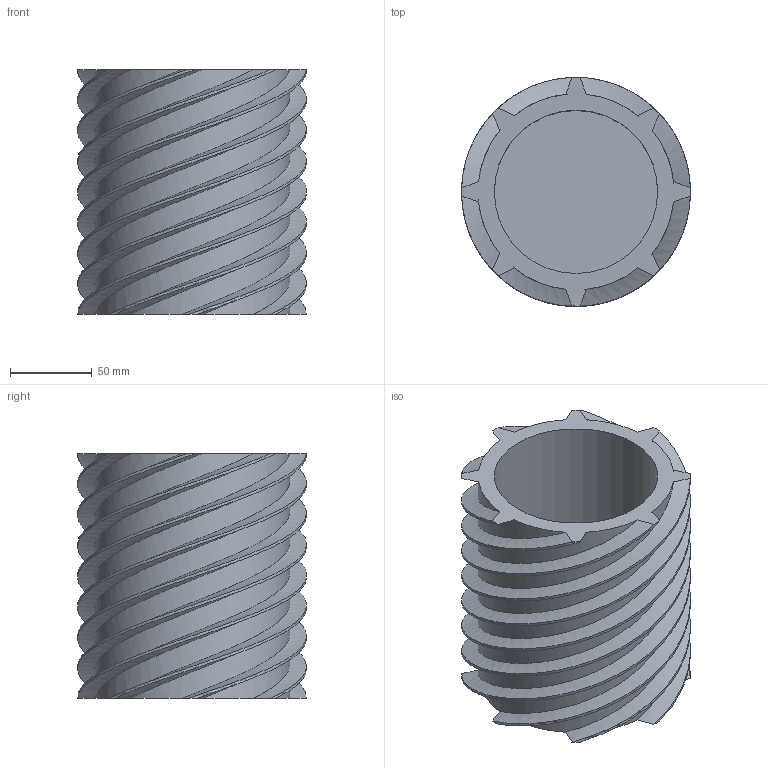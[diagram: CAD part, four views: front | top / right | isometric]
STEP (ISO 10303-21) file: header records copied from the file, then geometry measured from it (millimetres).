
FILE_DESCRIPTION( ( '' ), ' ' );
FILE_NAME( '5eea99572a943514cdc88316.step', '2020-06-17T22:29:44', ( '' ), ( '' ), ' ', ' ', ' ' );
FILE_SCHEMA( ( 'AUTOMOTIVE_DESIGN { 1 0 10303 214 1 1 1 1 }' ) );
Length unit declared in the file: metre
Products named in the file (1): Part 1
Bounding box: 140.09 x 140.09 x 150 mm (x, y, z)
Volume: 662880 mm3; surface area: 187858.3 mm2
Topology: 1 solids, 1 shells, 36 faces, 99 edges, 66 vertices
Faces by surface type: bspline 24, cylinder 9, plane 3
Full cylindrical faces by diameter (mm): 100 x1
Entity records: 4152 total; most frequent: CARTESIAN_POINT 3105, ORIENTED_EDGE 196, DIRECTION 110, EDGE_CURVE 98, VERTEX_POINT 66, LINE 48, VECTOR 48, EDGE_LOOP 38
